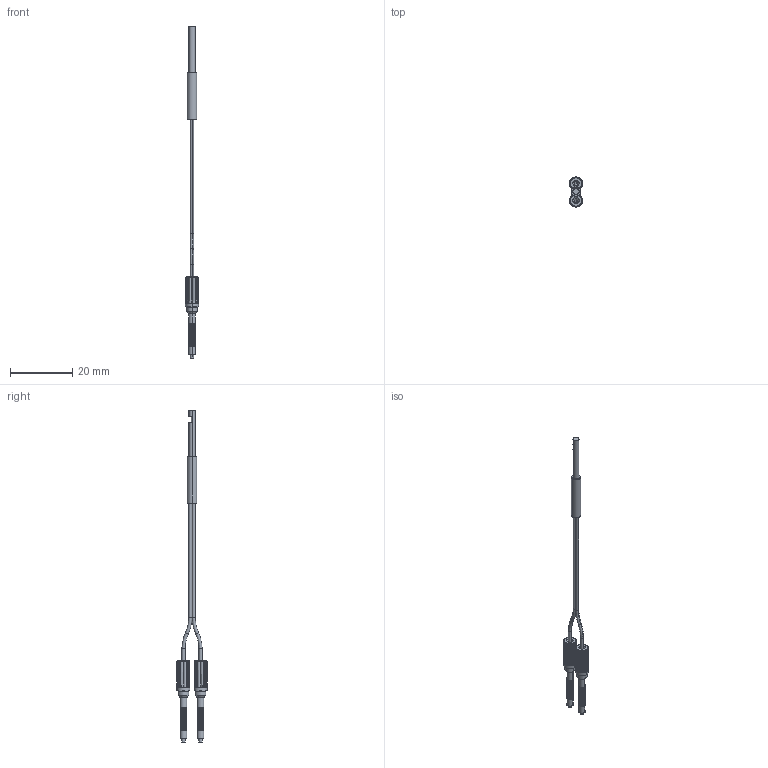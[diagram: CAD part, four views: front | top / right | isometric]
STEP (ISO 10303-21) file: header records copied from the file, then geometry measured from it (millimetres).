
FILE_DESCRIPTION((''),'2;1');
FILE_NAME('PR31L_ASM','2020-06-19T18:05:01',('Administrator'),(''),'CREO PARAMETRIC BY PTC INC, 2018400','CREO PARAMETRIC BY PTC INC, 2018400','');
FILE_SCHEMA(('AUTOMOTIVE_DESIGN { 1 0 10303 214 1 1 1 1 }'));
Length unit declared in the file: millimetre
Products named in the file (6): 3MM-15-T_; 15-10__; 10XXX___; JW22_10___; 10XIAN___ASM; PR31L_ASM
Assembly tree (6 placements, depth 3):
  PR31L_ASM
    3MM-15-T_
    15-10__
    10XIAN___ASM
      10XXX___
      JW22_10___  x2
Bounding box: 4.2 x 9.7 x 107 mm (x, y, z)
Volume: 588 mm3; surface area: 1807.2 mm2
Topology: 6 solids, 6 shells, 780 faces, 1864 edges, 1100 vertices
Faces by surface type: cylinder 390, plane 222, torus 160, cone 8
Entity records: 12733 total; most frequent: CARTESIAN_POINT 2449, DIRECTION 2390, ORIENTED_EDGE 1956, AXIS2_PLACEMENT_3D 1085, EDGE_CURVE 978, CIRCLE 658, VERTEX_POINT 578, EDGE_LOOP 420
